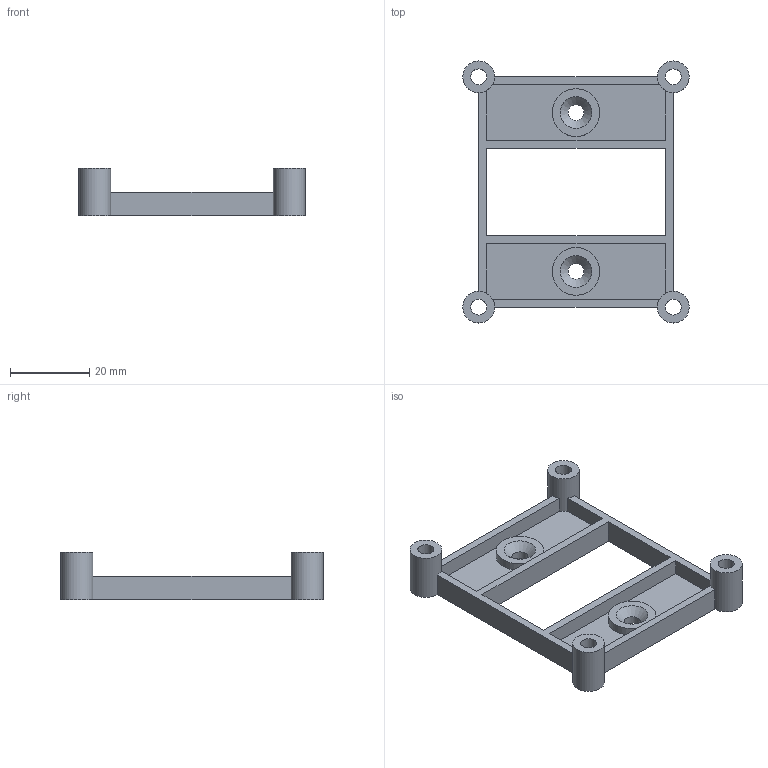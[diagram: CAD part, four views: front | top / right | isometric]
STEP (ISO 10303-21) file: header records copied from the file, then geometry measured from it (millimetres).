
FILE_DESCRIPTION(/* description */ (''),/* implementation_level */ '2;1');
FILE_NAME(/* name */ 'Basic Raspberry Pi Mount v1.step',/* time_stamp */ '2022-08-04T22:40:58-04:00',/* author */ (''),/* organization */ (''),/* preprocessor_version */ 'ST-DEVELOPER v19',/* originating_system */ 'Autodesk Translation Framework v11.7.0.108',/* authorisation */ '');
FILE_SCHEMA (('AUTOMOTIVE_DESIGN { 1 0 10303 214 3 1 1 }'));
Length unit declared in the file: millimetre
Products named in the file (1): Basic Raspberry Pi Mount
Bounding box: 57 x 66 x 12 mm (x, y, z)
Volume: 7885 mm3; surface area: 8572.5 mm2
Topology: 1 solids, 1 shells, 42 faces, 110 edges, 72 vertices
Faces by surface type: plane 28, cylinder 12, cone 2
Full cylindrical faces by diameter (mm): 4 x6, 8 x4, 12 x2
Entity records: 1352 total; most frequent: DIRECTION 236, CARTESIAN_POINT 225, ORIENTED_EDGE 220, EDGE_CURVE 110, AXIS2_PLACEMENT_3D 83, VERTEX_POINT 72, LINE 70, VECTOR 70
